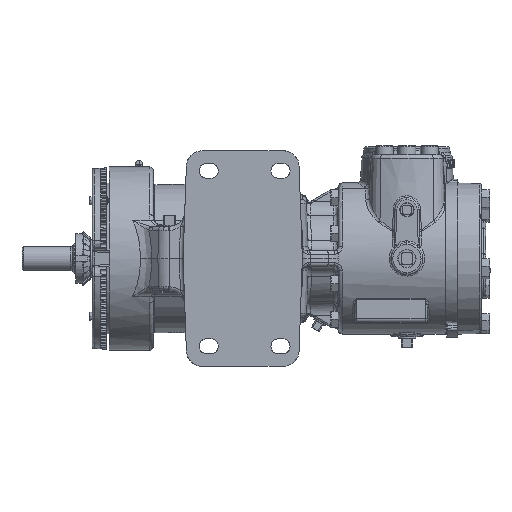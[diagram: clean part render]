
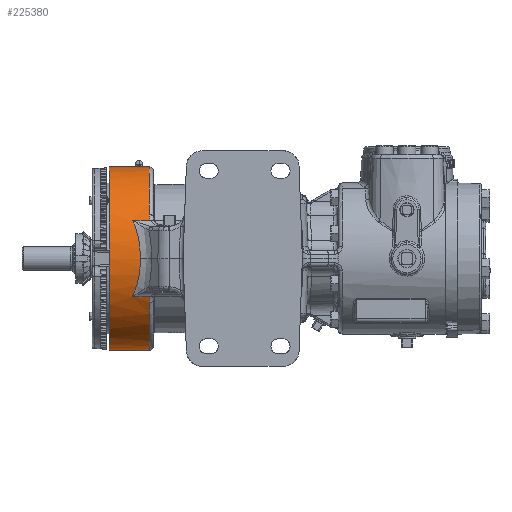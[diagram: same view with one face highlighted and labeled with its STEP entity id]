
A CAD part, front view. The second image highlights one B-rep face of the part: STEP entity #225380.
In plain terms, the highlighted cylindrical face has radius 73.025 mm (diameter 146.05 mm), a partial arc.
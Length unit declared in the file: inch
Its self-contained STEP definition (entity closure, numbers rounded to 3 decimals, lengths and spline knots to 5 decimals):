
#3004 = DIRECTION ( 'NONE',  ( 0., 0., -1. ) ) ;
#3347 = AXIS2_PLACEMENT_3D ( 'NONE', #36206, #7468, #268007 ) ;
#5952 = EDGE_CURVE ( 'NONE', #85030, #23543, #68190, .T. ) ;
#7468 = DIRECTION ( 'NONE',  ( -1., 0., 0. ) ) ;
#9057 = ORIENTED_EDGE ( 'NONE', *, *, #289955, .T. ) ;
#9432 = EDGE_CURVE ( 'NONE', #194647, #291220, #201210, .T. ) ;
#12947 = LINE ( 'NONE', #37287, #41654 ) ;
#17042 = ORIENTED_EDGE ( 'NONE', *, *, #80211, .F. ) ;
#19836 = DIRECTION ( 'NONE',  ( -1., 0., 0. ) ) ;
#23271 = EDGE_CURVE ( 'NONE', #32766, #108515, #134904, .T. ) ;
#23543 = VERTEX_POINT ( 'NONE', #143187 ) ;
#24510 = CIRCLE ( 'NONE', #251804, 2.875 ) ;
#25416 =( BOUNDED_CURVE ( )  B_SPLINE_CURVE ( 3, ( #93741, #280162, #207426, #114995 ),
 .UNSPECIFIED., .F., .F. ) 
 B_SPLINE_CURVE_WITH_KNOTS ( ( 4, 4 ),
 ( 2.76403, 3.19094 ),
 .UNSPECIFIED. ) 
 CURVE ( )  GEOMETRIC_REPRESENTATION_ITEM ( )  RATIONAL_B_SPLINE_CURVE ( ( 1., 0.985, 0.985, 1. ) ) 
 REPRESENTATION_ITEM ( '' )  );
#30109 = VECTOR ( 'NONE', #19836, 39.37008 ) ;
#32766 = VERTEX_POINT ( 'NONE', #146173 ) ;
#36206 = CARTESIAN_POINT ( 'NONE',  ( -9.66419, 0., 0. ) ) ;
#37287 = CARTESIAN_POINT ( 'NONE',  ( -9.66419, -2.61696, -1.19043 ) ) ;
#41526 = CARTESIAN_POINT ( 'NONE',  ( -6.23588, -2.54188, -1.34378 ) ) ;
#41654 = VECTOR ( 'NONE', #244736, 39.37008 ) ;
#44112 = CARTESIAN_POINT ( 'NONE',  ( -9.66419, 0., -2.875 ) ) ;
#45749 = CIRCLE ( 'NONE', #277993, 2.875 ) ;
#55581 = CARTESIAN_POINT ( 'NONE',  ( -6.76192, -2.61696, -1.19043 ) ) ;
#57398 = CARTESIAN_POINT ( 'NONE',  ( -6.76192, -2.61696, 1.19043 ) ) ;
#57438 = FACE_OUTER_BOUND ( 'NONE', #184242, .T. ) ;
#59653 = VERTEX_POINT ( 'NONE', #98763 ) ;
#64116 = ORIENTED_EDGE ( 'NONE', *, *, #23271, .F. ) ;
#67734 = CARTESIAN_POINT ( 'NONE',  ( -6.23588, -2.54188, 1.34378 ) ) ;
#68010 = ORIENTED_EDGE ( 'NONE', *, *, #150804, .T. ) ;
#68190 = B_SPLINE_CURVE_WITH_KNOTS ( 'NONE', 3,
 ( #132337, #41526, #109642, #294522, #86914, #133834 ),
 .UNSPECIFIED., .F., .F.,
 ( 4, 2, 4 ),
 ( 0., 0.00266, 0.00532 ),
 .UNSPECIFIED. ) ;
#71746 = EDGE_CURVE ( 'NONE', #168999, #272940, #25416, .T. ) ;
#80211 = EDGE_CURVE ( 'NONE', #108515, #291220, #167248, .T. ) ;
#80362 = AXIS2_PLACEMENT_3D ( 'NONE', #126037, #104821, #195745 ) ;
#84050 = VERTEX_POINT ( 'NONE', #173375 ) ;
#85030 = VERTEX_POINT ( 'NONE', #108361 ) ;
#86914 = CARTESIAN_POINT ( 'NONE',  ( -6.21148, -2.60321, -1.22066 ) ) ;
#90375 = CARTESIAN_POINT ( 'NONE',  ( -6.23288, -2.55801, 1.31277 ) ) ;
#91392 = VECTOR ( 'NONE', #105587, 39.37008 ) ;
#91660 = ORIENTED_EDGE ( 'NONE', *, *, #9432, .T. ) ;
#93741 = CARTESIAN_POINT ( 'NONE',  ( -6.76192, -2.61696, -1.19043 ) ) ;
#98763 = CARTESIAN_POINT ( 'NONE',  ( -6.76192, -2.61696, 1.19043 ) ) ;
#104092 = VERTEX_POINT ( 'NONE', #108966 ) ;
#104283 =( BOUNDED_CURVE ( )  B_SPLINE_CURVE ( 3, ( #198174, #264948, #284750, #57398 ),
 .UNSPECIFIED., .F., .F. ) 
 B_SPLINE_CURVE_WITH_KNOTS ( ( 4, 4 ),
 ( 3.09225, 3.51916 ),
 .UNSPECIFIED. ) 
 CURVE ( )  GEOMETRIC_REPRESENTATION_ITEM ( )  RATIONAL_B_SPLINE_CURVE ( ( 1., 0.985, 0.985, 1. ) ) 
 REPRESENTATION_ITEM ( '' )  );
#104821 = DIRECTION ( 'NONE',  ( -1., 0., 0. ) ) ;
#105587 = DIRECTION ( 'NONE',  ( 1., 0., 0. ) ) ;
#108361 = CARTESIAN_POINT ( 'NONE',  ( -6.23588, -2.5249, -1.37496 ) ) ;
#108515 = VERTEX_POINT ( 'NONE', #250257 ) ;
#108966 = CARTESIAN_POINT ( 'NONE',  ( -6.23588, -2.5249, 1.37496 ) ) ;
#109642 = CARTESIAN_POINT ( 'NONE',  ( -6.23288, -2.55801, -1.31277 ) ) ;
#113581 = CARTESIAN_POINT ( 'NONE',  ( -7.5, 0., 2.875 ) ) ;
#114995 = CARTESIAN_POINT ( 'NONE',  ( -6.52802, -2.875, 0. ) ) ;
#115167 = DIRECTION ( 'NONE',  ( -1., 0., 0. ) ) ;
#120541 = DIRECTION ( 'NONE',  ( -1., 0., 0. ) ) ;
#126037 = CARTESIAN_POINT ( 'NONE',  ( -7.5, 0., 0. ) ) ;
#132337 = CARTESIAN_POINT ( 'NONE',  ( -6.23588, -2.5249, -1.37496 ) ) ;
#133834 = CARTESIAN_POINT ( 'NONE',  ( -6.1987, -2.61696, -1.19043 ) ) ;
#134904 = LINE ( 'NONE', #44112, #30109 ) ;
#140237 = CARTESIAN_POINT ( 'NONE',  ( -6.21148, -2.60321, 1.22066 ) ) ;
#143187 = CARTESIAN_POINT ( 'NONE',  ( -6.1987, -2.61696, -1.19043 ) ) ;
#143604 = EDGE_CURVE ( 'NONE', #23543, #168999, #12947, .T. ) ;
#146173 = CARTESIAN_POINT ( 'NONE',  ( -6.23588, 0., -2.875 ) ) ;
#150804 = EDGE_CURVE ( 'NONE', #104092, #194647, #24510, .T. ) ;
#164483 = DIRECTION ( 'NONE',  ( 0., 0., -1. ) ) ;
#165535 = ORIENTED_EDGE ( 'NONE', *, *, #143604, .T. ) ;
#167248 = CIRCLE ( 'NONE', #80362, 2.875 ) ;
#168066 = EDGE_CURVE ( 'NONE', #84050, #104092, #194288, .T. ) ;
#168999 = VERTEX_POINT ( 'NONE', #55581 ) ;
#173375 = CARTESIAN_POINT ( 'NONE',  ( -6.1987, -2.61696, 1.19043 ) ) ;
#176514 = CARTESIAN_POINT ( 'NONE',  ( -6.23588, 0., 2.875 ) ) ;
#178264 = LINE ( 'NONE', #223747, #91392 ) ;
#184242 = EDGE_LOOP ( 'NONE', ( #64116, #9057, #230650, #165535, #246685, #263218, #286634, #259758, #68010, #91660, #17042 ) ) ;
#185593 = CARTESIAN_POINT ( 'NONE',  ( -9.66419, 0., 2.875 ) ) ;
#194288 = B_SPLINE_CURVE_WITH_KNOTS ( 'NONE', 3,
 ( #251012, #140237, #297920, #90375, #67734, #275301 ),
 .UNSPECIFIED., .F., .F.,
 ( 4, 2, 4 ),
 ( 0., 0.00266, 0.00532 ),
 .UNSPECIFIED. ) ;
#194647 = VERTEX_POINT ( 'NONE', #176514 ) ;
#195745 = DIRECTION ( 'NONE',  ( 0., 1., 0. ) ) ;
#198174 = CARTESIAN_POINT ( 'NONE',  ( -6.52802, -2.875, 0. ) ) ;
#201210 = LINE ( 'NONE', #185593, #260391 ) ;
#207426 = CARTESIAN_POINT ( 'NONE',  ( -6.50412, -2.875, -0.41226 ) ) ;
#223747 = CARTESIAN_POINT ( 'NONE',  ( -9.66419, -2.61696, 1.19043 ) ) ;
#225380 = ADVANCED_FACE ( 'NONE', ( #57438 ), #286282, .T. ) ;
#230650 = ORIENTED_EDGE ( 'NONE', *, *, #5952, .T. ) ;
#244736 = DIRECTION ( 'NONE',  ( -1., 0., 0. ) ) ;
#246685 = ORIENTED_EDGE ( 'NONE', *, *, #71746, .T. ) ;
#250257 = CARTESIAN_POINT ( 'NONE',  ( -7.5, 0., -2.875 ) ) ;
#251012 = CARTESIAN_POINT ( 'NONE',  ( -6.1987, -2.61696, 1.19043 ) ) ;
#251572 = CARTESIAN_POINT ( 'NONE',  ( -6.23588, 0., 0. ) ) ;
#251804 = AXIS2_PLACEMENT_3D ( 'NONE', #284273, #120541, #164483 ) ;
#259758 = ORIENTED_EDGE ( 'NONE', *, *, #168066, .T. ) ;
#260391 = VECTOR ( 'NONE', #278065, 39.37008 ) ;
#260754 = CARTESIAN_POINT ( 'NONE',  ( -6.52802, -2.875, 0. ) ) ;
#262636 = EDGE_CURVE ( 'NONE', #272940, #59653, #104283, .T. ) ;
#263218 = ORIENTED_EDGE ( 'NONE', *, *, #262636, .T. ) ;
#264948 = CARTESIAN_POINT ( 'NONE',  ( -6.50412, -2.875, 0.41226 ) ) ;
#268007 = DIRECTION ( 'NONE',  ( 0., 0., 1. ) ) ;
#272940 = VERTEX_POINT ( 'NONE', #260754 ) ;
#275301 = CARTESIAN_POINT ( 'NONE',  ( -6.23588, -2.5249, 1.37496 ) ) ;
#277993 = AXIS2_PLACEMENT_3D ( 'NONE', #251572, #115167, #3004 ) ;
#278065 = DIRECTION ( 'NONE',  ( -1., 0., 0. ) ) ;
#280162 = CARTESIAN_POINT ( 'NONE',  ( -6.58328, -2.78767, -0.81517 ) ) ;
#280377 = EDGE_CURVE ( 'NONE', #59653, #84050, #178264, .T. ) ;
#284273 = CARTESIAN_POINT ( 'NONE',  ( -6.23588, 0., 0. ) ) ;
#284750 = CARTESIAN_POINT ( 'NONE',  ( -6.58328, -2.78767, 0.81517 ) ) ;
#286282 = CYLINDRICAL_SURFACE ( 'NONE', #3347, 2.875 ) ;
#286634 = ORIENTED_EDGE ( 'NONE', *, *, #280377, .T. ) ;
#289955 = EDGE_CURVE ( 'NONE', #32766, #85030, #45749, .T. ) ;
#291220 = VERTEX_POINT ( 'NONE', #113581 ) ;
#294522 = CARTESIAN_POINT ( 'NONE',  ( -6.22067, -2.58868, -1.25121 ) ) ;
#297920 = CARTESIAN_POINT ( 'NONE',  ( -6.22067, -2.58868, 1.25121 ) ) ;
